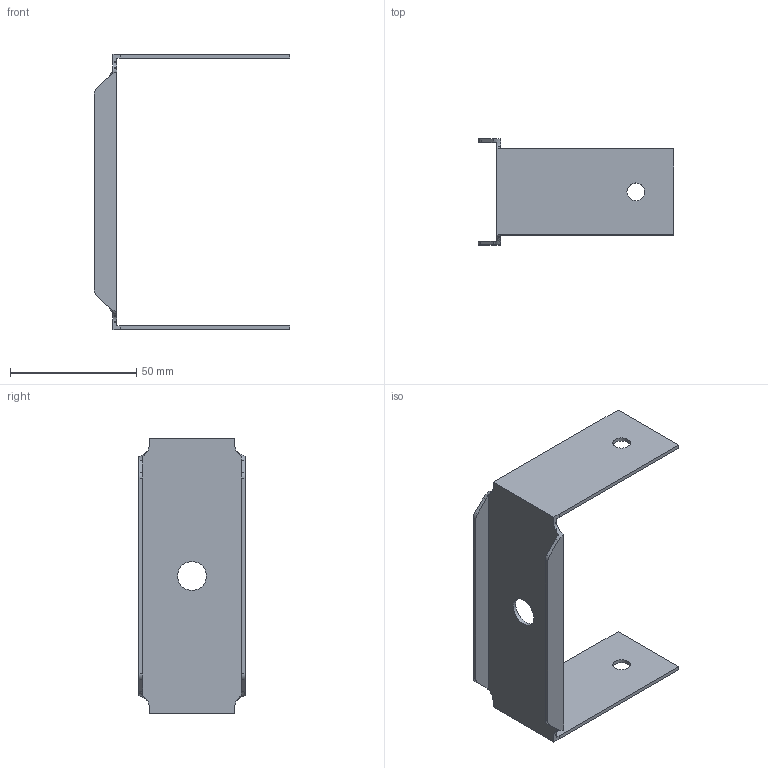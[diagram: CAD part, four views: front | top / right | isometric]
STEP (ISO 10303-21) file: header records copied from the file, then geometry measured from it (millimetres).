
FILE_DESCRIPTION(/* description */ (''),/* implementation_level */ '2;1');
FILE_NAME(/* name */ '',/* time_stamp */ '2023-05-15T11:58:08+03:00',/* author */ ('Man88'),/* organization */ (''),/* preprocessor_version */ 'ST-DEVELOPER v19.2',/* originating_system */ 'Autodesk Inventor 2023',/* authorisation */ '');
FILE_SCHEMA (('AUTOMOTIVE_DESIGN { 1 0 10303 214 3 1 1 }'));
Length unit declared in the file: millimetre
Products named in the file (1): Скоба для подвеса 
на шпильке 100 мм,
 SPS100
Bounding box: 77.38 x 42 x 109 mm (x, y, z)
Volume: 15327.6 mm3; surface area: 21428.1 mm2
Topology: 1 solids, 1 shells, 49 faces, 149 edges, 102 vertices
Faces by surface type: plane 34, cylinder 11, bspline 4
Full cylindrical faces by diameter (mm): 7 x2, 11.5 x1
Entity records: 2870 total; most frequent: CARTESIAN_POINT 1433, ORIENTED_EDGE 298, DIRECTION 247, EDGE_CURVE 149, LINE 111, VECTOR 111, VERTEX_POINT 102, AXIS2_PLACEMENT_3D 68
